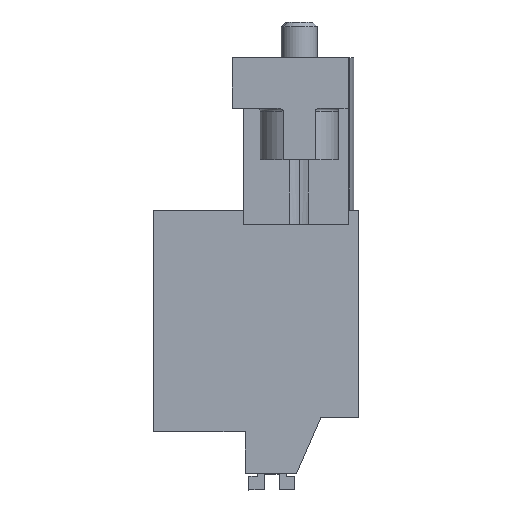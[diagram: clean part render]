
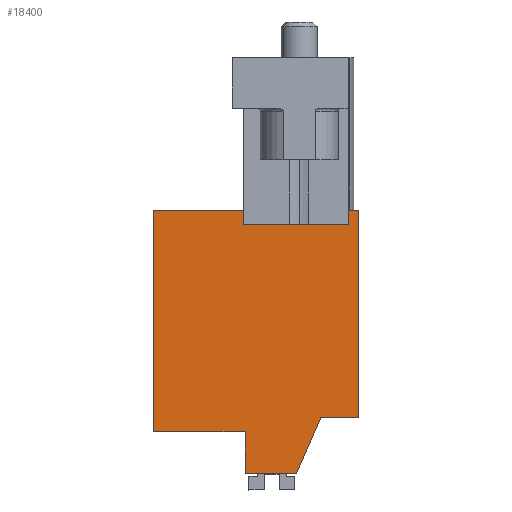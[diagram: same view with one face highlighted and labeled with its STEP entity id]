
A CAD part, left-side view. The second image highlights one B-rep face of the part: STEP entity #18400.
In plain terms, the highlighted planar face has unit normal (-1, 0, 0).
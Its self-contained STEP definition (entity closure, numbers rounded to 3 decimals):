
#18367=AXIS2_PLACEMENT_3D('Plane Axis2P3D',#18364,#18365,#18366) ;
#129=CARTESIAN_POINT('Vertex',(5.,7.85,4.043)) ;
#351=CARTESIAN_POINT('Vertex',(5.,7.85,1.143)) ;
#354=CARTESIAN_POINT('Line Origine',(5.,7.85,2.593)) ;
#483=CARTESIAN_POINT('Vertex',(5.,0.,5.043)) ;
#486=CARTESIAN_POINT('Line Origine',(5.,1.3,5.043)) ;
#490=CARTESIAN_POINT('Vertex',(5.,2.6,5.043)) ;
#1264=CARTESIAN_POINT('Vertex',(5.,14.2,4.043)) ;
#1272=CARTESIAN_POINT('Line Origine',(5.,11.025,4.043)) ;
#2183=CARTESIAN_POINT('Vertex',(5.,0.,19.383)) ;
#2186=CARTESIAN_POINT('Line Origine',(5.,0.,12.213)) ;
#2932=CARTESIAN_POINT('Vertex',(5.,14.2,19.383)) ;
#2935=CARTESIAN_POINT('Line Origine',(5.,14.2,11.713)) ;
#5959=CARTESIAN_POINT('Vertex',(5.,0.723,19.383)) ;
#5962=CARTESIAN_POINT('Line Origine',(5.,0.361,19.383)) ;
#6010=CARTESIAN_POINT('Vertex',(5.,7.968,19.383)) ;
#6013=CARTESIAN_POINT('Line Origine',(5.,11.084,19.383)) ;
#6061=CARTESIAN_POINT('Line Origine',(5.,7.968,18.883)) ;
#6065=CARTESIAN_POINT('Vertex',(5.,7.968,18.383)) ;
#18338=CARTESIAN_POINT('Line Origine',(5.,3.45,3.093)) ;
#18342=CARTESIAN_POINT('Vertex',(5.,4.3,1.143)) ;
#18364=CARTESIAN_POINT('Axis2P3D Location',(5.,6.8,19.383)) ;
#18369=CARTESIAN_POINT('Line Origine',(5.,6.075,1.143)) ;
#18374=CARTESIAN_POINT('Line Origine',(5.,0.723,18.883)) ;
#18378=CARTESIAN_POINT('Vertex',(5.,0.723,18.383)) ;
#18381=CARTESIAN_POINT('Line Origine',(5.,4.345,18.383)) ;
#355=DIRECTION('Vector Direction',(0.,0.,-1.)) ;
#487=DIRECTION('Vector Direction',(0.,-1.,0.)) ;
#1273=DIRECTION('Vector Direction',(0.,-1.,0.)) ;
#2187=DIRECTION('Vector Direction',(0.,0.,1.)) ;
#2936=DIRECTION('Vector Direction',(0.,0.,-1.)) ;
#5963=DIRECTION('Vector Direction',(0.,1.,0.)) ;
#6014=DIRECTION('Vector Direction',(0.,1.,0.)) ;
#6062=DIRECTION('Vector Direction',(0.,0.,-1.)) ;
#18339=DIRECTION('Vector Direction',(0.,-0.4,0.917)) ;
#18365=DIRECTION('Axis2P3D Direction',(-1.,0.,0.)) ;
#18366=DIRECTION('Axis2P3D XDirection',(0.,1.,0.)) ;
#18370=DIRECTION('Vector Direction',(0.,-1.,0.)) ;
#18375=DIRECTION('Vector Direction',(0.,0.,-1.)) ;
#18382=DIRECTION('Vector Direction',(0.,-1.,0.)) ;
#356=VECTOR('Line Direction',#355,1.) ;
#488=VECTOR('Line Direction',#487,1.) ;
#1274=VECTOR('Line Direction',#1273,1.) ;
#2188=VECTOR('Line Direction',#2187,1.) ;
#2937=VECTOR('Line Direction',#2936,1.) ;
#5964=VECTOR('Line Direction',#5963,1.) ;
#6015=VECTOR('Line Direction',#6014,1.) ;
#6063=VECTOR('Line Direction',#6062,1.) ;
#18340=VECTOR('Line Direction',#18339,1.) ;
#18371=VECTOR('Line Direction',#18370,1.) ;
#18376=VECTOR('Line Direction',#18375,1.) ;
#18383=VECTOR('Line Direction',#18382,1.) ;
#18387=ORIENTED_EDGE('',*,*,#6017,.T.) ;
#18388=ORIENTED_EDGE('',*,*,#2939,.T.) ;
#18389=ORIENTED_EDGE('',*,*,#1276,.T.) ;
#18390=ORIENTED_EDGE('',*,*,#358,.T.) ;
#18391=ORIENTED_EDGE('',*,*,#18373,.T.) ;
#18392=ORIENTED_EDGE('',*,*,#18344,.T.) ;
#18393=ORIENTED_EDGE('',*,*,#492,.T.) ;
#18394=ORIENTED_EDGE('',*,*,#2190,.T.) ;
#18395=ORIENTED_EDGE('',*,*,#5966,.T.) ;
#18396=ORIENTED_EDGE('',*,*,#18380,.T.) ;
#18397=ORIENTED_EDGE('',*,*,#18385,.F.) ;
#18398=ORIENTED_EDGE('',*,*,#6067,.T.) ;
#18400=ADVANCED_FACE('HOUSING',(#18399),#18368,.T.) ;
#358=EDGE_CURVE('',#130,#352,#357,.T.) ;
#492=EDGE_CURVE('',#491,#484,#489,.T.) ;
#1276=EDGE_CURVE('',#1265,#130,#1275,.T.) ;
#2190=EDGE_CURVE('',#484,#2184,#2189,.T.) ;
#2939=EDGE_CURVE('',#2933,#1265,#2938,.T.) ;
#5966=EDGE_CURVE('',#2184,#5960,#5965,.T.) ;
#6017=EDGE_CURVE('',#6011,#2933,#6016,.T.) ;
#6067=EDGE_CURVE('',#6066,#6011,#6064,.F.) ;
#18344=EDGE_CURVE('',#18343,#491,#18341,.T.) ;
#18373=EDGE_CURVE('',#352,#18343,#18372,.T.) ;
#18380=EDGE_CURVE('',#5960,#18379,#18377,.T.) ;
#18385=EDGE_CURVE('',#6066,#18379,#18384,.T.) ;
#18386=EDGE_LOOP('',(#18387,#18388,#18389,#18390,#18391,#18392,#18393,#18394,#18395,#18396,#18397,#18398)) ;
#18399=FACE_OUTER_BOUND('',#18386,.T.) ;
#357=LINE('Line',#354,#356) ;
#489=LINE('Line',#486,#488) ;
#1275=LINE('Line',#1272,#1274) ;
#2189=LINE('Line',#2186,#2188) ;
#2938=LINE('Line',#2935,#2937) ;
#5965=LINE('Line',#5962,#5964) ;
#6016=LINE('Line',#6013,#6015) ;
#6064=LINE('Line',#6061,#6063) ;
#18341=LINE('Line',#18338,#18340) ;
#18372=LINE('Line',#18369,#18371) ;
#18377=LINE('Line',#18374,#18376) ;
#18384=LINE('Line',#18381,#18383) ;
#18368=PLANE('',#18367) ;
#130=VERTEX_POINT('',#129) ;
#352=VERTEX_POINT('',#351) ;
#484=VERTEX_POINT('',#483) ;
#491=VERTEX_POINT('',#490) ;
#1265=VERTEX_POINT('',#1264) ;
#2184=VERTEX_POINT('',#2183) ;
#2933=VERTEX_POINT('',#2932) ;
#5960=VERTEX_POINT('',#5959) ;
#6011=VERTEX_POINT('',#6010) ;
#6066=VERTEX_POINT('',#6065) ;
#18343=VERTEX_POINT('',#18342) ;
#18379=VERTEX_POINT('',#18378) ;
